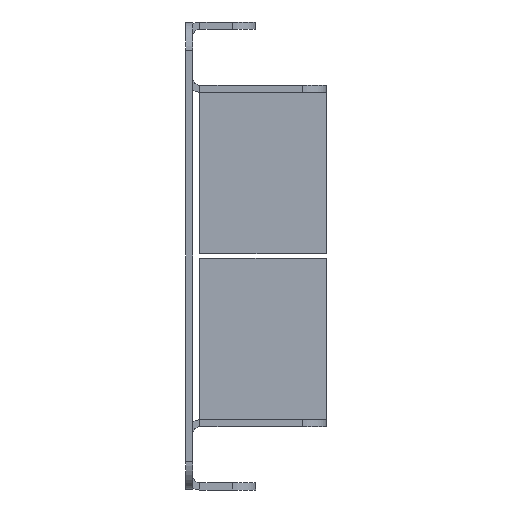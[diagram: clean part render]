
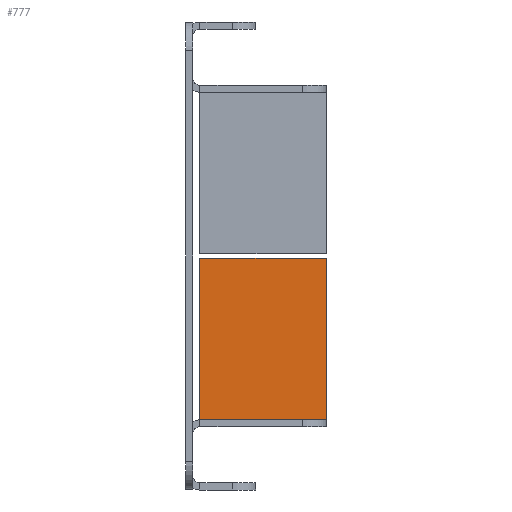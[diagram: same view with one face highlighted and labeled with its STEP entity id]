
A CAD part, left-side view. The second image highlights one B-rep face of the part: STEP entity #777.
In plain terms, the highlighted planar face has unit normal (-1, 0, 0).
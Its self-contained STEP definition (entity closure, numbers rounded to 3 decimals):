
#38 = ORIENTED_EDGE ( 'NONE', *, *, #1735, .F. ) ;
#58 = DIRECTION ( 'NONE',  ( 0., 0., 1. ) ) ;
#114 = CARTESIAN_POINT ( 'NONE',  ( -343.5, 0., -17.25 ) ) ;
#195 = ORIENTED_EDGE ( 'NONE', *, *, #598, .F. ) ;
#208 = VERTEX_POINT ( 'NONE', #1360 ) ;
#279 = DIRECTION ( 'NONE',  ( 1., 0., 0. ) ) ;
#351 = DIRECTION ( 'NONE',  ( 0., -1., 0. ) ) ;
#467 = EDGE_CURVE ( 'NONE', #2762, #2543, #2398, .T. ) ;
#471 = LINE ( 'NONE', #1177, #1709 ) ;
#532 = CARTESIAN_POINT ( 'NONE',  ( -343.5, 0., 17.25 ) ) ;
#564 = EDGE_CURVE ( 'NONE', #1791, #2762, #2979, .T. ) ;
#598 = EDGE_CURVE ( 'NONE', #1791, #208, #471, .T. ) ;
#777 = ADVANCED_FACE ( 'NONE', ( #2545 ), #1640, .F. ) ;
#802 = CARTESIAN_POINT ( 'NONE',  ( -343.5, 27., 17.25 ) ) ;
#996 = EDGE_LOOP ( 'NONE', ( #1931, #38, #195, #1466 ) ) ;
#1177 = CARTESIAN_POINT ( 'NONE',  ( -343.5, 27., 17.25 ) ) ;
#1356 = VECTOR ( 'NONE', #351, 1000. ) ;
#1360 = CARTESIAN_POINT ( 'NONE',  ( -343.5, 27., 17.25 ) ) ;
#1374 = AXIS2_PLACEMENT_3D ( 'NONE', #2772, #279, #1685 ) ;
#1466 = ORIENTED_EDGE ( 'NONE', *, *, #564, .T. ) ;
#1640 = PLANE ( 'NONE',  #1374 ) ;
#1685 = DIRECTION ( 'NONE',  ( 0., 0., -1. ) ) ;
#1709 = VECTOR ( 'NONE', #1838, 1000. ) ;
#1735 = EDGE_CURVE ( 'NONE', #208, #2543, #2223, .T. ) ;
#1744 = CARTESIAN_POINT ( 'NONE',  ( -343.5, 27., -17.25 ) ) ;
#1791 = VERTEX_POINT ( 'NONE', #1744 ) ;
#1838 = DIRECTION ( 'NONE',  ( 0., 0., 1. ) ) ;
#1852 = CARTESIAN_POINT ( 'NONE',  ( -343.5, 27., -17.25 ) ) ;
#1931 = ORIENTED_EDGE ( 'NONE', *, *, #467, .T. ) ;
#2081 = DIRECTION ( 'NONE',  ( 0., -1., 0. ) ) ;
#2137 = CARTESIAN_POINT ( 'NONE',  ( -343.5, 0., 17.25 ) ) ;
#2223 = LINE ( 'NONE', #802, #1356 ) ;
#2243 = VECTOR ( 'NONE', #2081, 1000. ) ;
#2398 = LINE ( 'NONE', #2137, #2536 ) ;
#2536 = VECTOR ( 'NONE', #58, 1000. ) ;
#2543 = VERTEX_POINT ( 'NONE', #532 ) ;
#2545 = FACE_OUTER_BOUND ( 'NONE', #996, .T. ) ;
#2762 = VERTEX_POINT ( 'NONE', #114 ) ;
#2772 = CARTESIAN_POINT ( 'NONE',  ( -343.5, 27., 17.25 ) ) ;
#2979 = LINE ( 'NONE', #1852, #2243 ) ;
